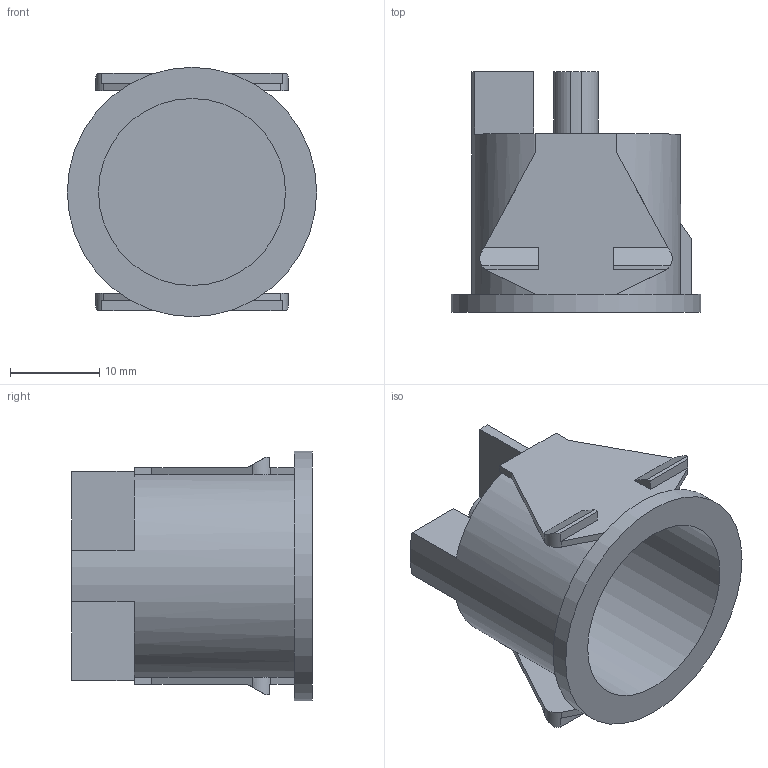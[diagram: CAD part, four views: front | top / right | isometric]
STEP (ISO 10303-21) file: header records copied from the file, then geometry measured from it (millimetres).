
FILE_DESCRIPTION(/* description */ (''),/* implementation_level */ '2;1');
FILE_NAME(/* name */ 'body.stp',/* time_stamp */ '2019-08-22T12:51:04+03:00',/* author */ ('Boss'),/* organization */ (''),/* preprocessor_version */ 'ST-DEVELOPER v16.13',/* originating_system */ 'Autodesk Inventor 2018',/* authorisation */ '');
FILE_SCHEMA (('AUTOMOTIVE_DESIGN { 1 0 10303 214 3 1 1 }'));
Length unit declared in the file: millimetre
Products named in the file (1): body
Bounding box: 28 x 27 x 28 mm (x, y, z)
Volume: 3759.5 mm3; surface area: 5335.8 mm2
Topology: 1 solids, 1 shells, 73 faces, 201 edges, 134 vertices
Faces by surface type: plane 61, cylinder 12
Full cylindrical faces by diameter (mm): 21 x1, 28 x1
Entity records: 2340 total; most frequent: CARTESIAN_POINT 407, ORIENTED_EDGE 398, DIRECTION 383, EDGE_CURVE 199, LINE 163, VECTOR 163, VERTEX_POINT 134, AXIS2_PLACEMENT_3D 110
